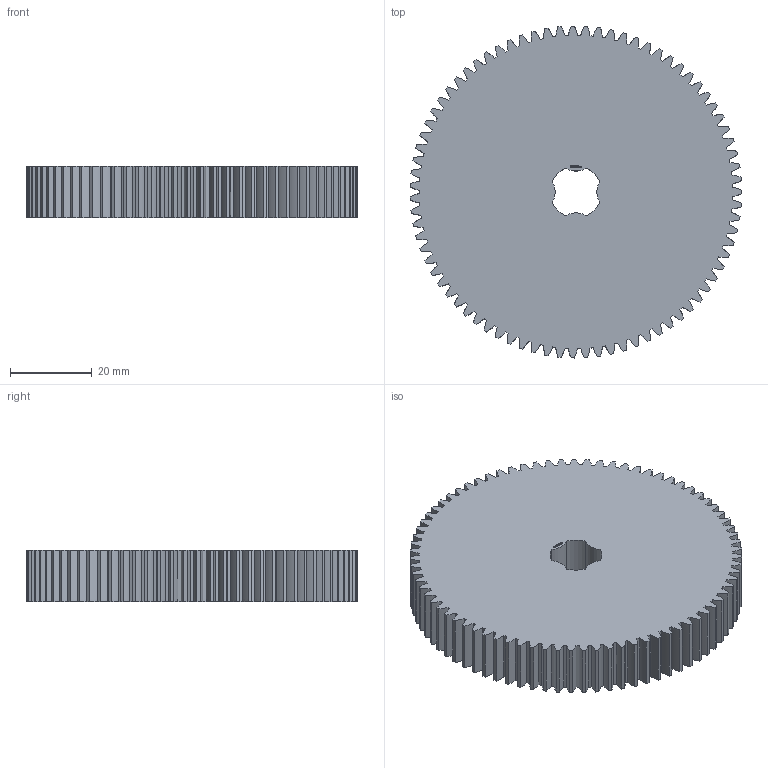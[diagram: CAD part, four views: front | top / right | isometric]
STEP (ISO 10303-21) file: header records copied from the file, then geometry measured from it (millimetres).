
FILE_DESCRIPTION(('FreeCAD Model'),'2;1');
FILE_NAME('Open CASCADE Shape Model','2024-03-10T23:34:38',(''),(''), 'Open CASCADE STEP processor 7.6','FreeCAD','Unknown');
FILE_SCHEMA(('AUTOMOTIVE_DESIGN { 1 0 10303 214 1 1 1 1 }'));
Products named in the file (1): Gear Wheel PLN TTH79 BU01.00 SFT-SHD - SPN-GWH-0296 (stemfie.org)
Bounding box: 80.98 x 81 x 12.5 mm (x, y, z)
Volume: 59677.4 mm3; surface area: 16306.8 mm2
Topology: 1 solids, 1 shells, 815 faces, 2346 edges, 1564 vertices
Faces by surface type: extrusion 494, plane 313, cylinder 8
Entity records: 77606 total; most frequent: CARTESIAN_POINT 28588, DIRECTION 6216, VECTOR 5524, LINE 5030, ORIENTED_EDGE 4692, PCURVE 4692, DEFINITIONAL_REPRESENTATION 4692, B_SPLINE_CURVE_WITH_KNOTS 2470
